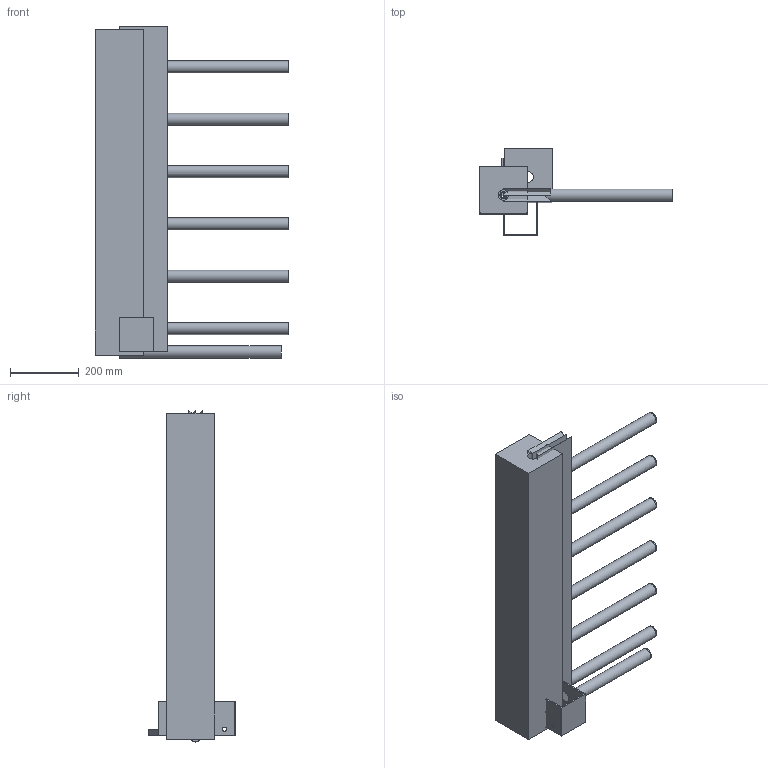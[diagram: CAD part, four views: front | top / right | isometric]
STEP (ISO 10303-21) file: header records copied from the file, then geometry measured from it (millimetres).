
FILE_DESCRIPTION( ( 'Unknown' ), '1' );
FILE_NAME( 'WIKING.stp', 'Unknown', ( 'Unknown' ), ( 'Unknown' ), 'PSStep 10.1', 'Unknown', ' ' );
FILE_SCHEMA( ( 'AUTOMOTIVE_DESIGN { 1 0 10303 214 1 1 1 1 }' ) );
Length unit declared in the file: millimetre
Products named in the file (15): Assem1; zespol mocujacy; p³ytka mocuj¹ca przednia; p³ytka mocuj¹ca boczna; rura wewnetrzna; dekiel górny do zab; rura zewnetrzna wersja 3; obudowa marmur przód; dekiel dolny; kryz wewnetrzna; rura poz wew wer jednostr; obudowa marmur bok  z otw; rura pozioma fi 35 ; obudowa marmur bok pelen; obudowa marmur bok  g鏎a
Bounding box: 562 x 255 x 964.5 mm (x, y, z)
Volume: 16550664.9 mm3; surface area: 4061742.8 mm2
Topology: 46 solids, 46 shells, 345 faces, 753 edges, 497 vertices
Faces by surface type: plane 213, cylinder 126, cone 6
Full cylindrical faces by diameter (mm): 1 x4, 4 x2, 8.5 x8, 10 x7, 12 x14, 12.1 x2, 12.2 x12, 17.294 x2, 19.263 x2, 30 x2, 31.5 x2, 32 x11, 35 x9, 35.2 x2, 35.5 x19, 40 x12, 56 x6, 60 x6
Entity records: 6828 total; most frequent: CARTESIAN_POINT 3215, DIRECTION 508, ORIENTED_EDGE 378, EDGE_LOOP 232, AXIS2_PLACEMENT_3D 210, EDGE_CURVE 189, FACE_OUTER_BOUND 161, VERTEX_POINT 157
